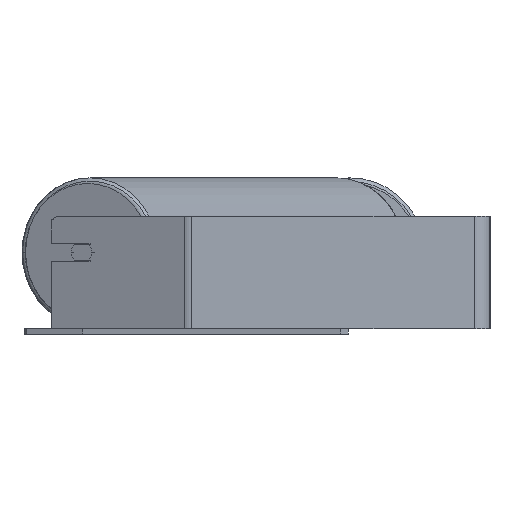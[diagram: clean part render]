
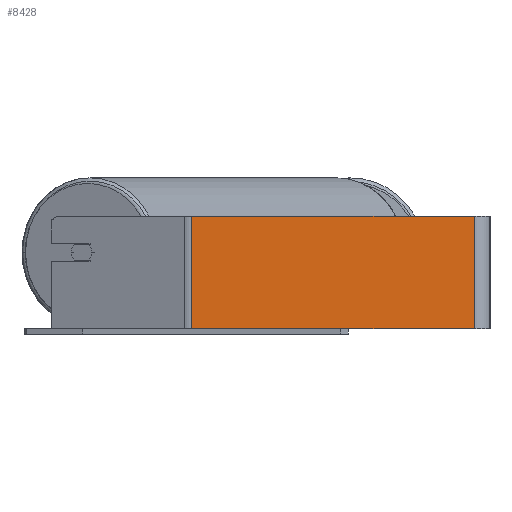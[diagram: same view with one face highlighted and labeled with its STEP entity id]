
A CAD part, left-side view. The second image highlights one B-rep face of the part: STEP entity #8428.
In plain terms, the highlighted planar face has unit normal (-1, 0, 0).
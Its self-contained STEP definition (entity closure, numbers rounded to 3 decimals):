
#62 = EDGE_CURVE ( 'NONE', #9116, #8163, #4628, .T. ) ;
#479 = ORIENTED_EDGE ( 'NONE', *, *, #2946, .F. ) ;
#915 = DIRECTION ( 'NONE',  ( 0., 0., -1. ) ) ;
#965 = LINE ( 'NONE', #4482, #3909 ) ;
#988 = CARTESIAN_POINT ( 'NONE',  ( -840., 269.438, -50. ) ) ;
#1034 = ORIENTED_EDGE ( 'NONE', *, *, #7027, .F. ) ;
#1110 = AXIS2_PLACEMENT_3D ( 'NONE', #5198, #2315, #6708 ) ;
#2163 = LINE ( 'NONE', #2829, #8656 ) ;
#2315 = DIRECTION ( 'NONE',  ( 1., 0., 0. ) ) ;
#2829 = CARTESIAN_POINT ( 'NONE',  ( -840., 14., 50. ) ) ;
#2946 = EDGE_CURVE ( 'NONE', #9116, #7544, #965, .T. ) ;
#3069 = PLANE ( 'NONE',  #1110 ) ;
#3641 = DIRECTION ( 'NONE',  ( 0., 0., -1. ) ) ;
#3753 = DIRECTION ( 'NONE',  ( 0., -1., 0. ) ) ;
#3909 = VECTOR ( 'NONE', #7466, 1000. ) ;
#4482 = CARTESIAN_POINT ( 'NONE',  ( -840., 269.438, 50. ) ) ;
#4603 = LINE ( 'NONE', #988, #8366 ) ;
#4628 = LINE ( 'NONE', #6695, #8312 ) ;
#5198 = CARTESIAN_POINT ( 'NONE',  ( -840., 269.438, 50. ) ) ;
#5502 = VERTEX_POINT ( 'NONE', #7851 ) ;
#5907 = EDGE_LOOP ( 'NONE', ( #6417, #1034, #479, #6217 ) ) ;
#6100 = CARTESIAN_POINT ( 'NONE',  ( -840., 266.334, -50. ) ) ;
#6217 = ORIENTED_EDGE ( 'NONE', *, *, #62, .T. ) ;
#6417 = ORIENTED_EDGE ( 'NONE', *, *, #8111, .T. ) ;
#6695 = CARTESIAN_POINT ( 'NONE',  ( -840., 266.334, 50. ) ) ;
#6708 = DIRECTION ( 'NONE',  ( 0., 0., -1. ) ) ;
#7027 = EDGE_CURVE ( 'NONE', #7544, #5502, #2163, .T. ) ;
#7466 = DIRECTION ( 'NONE',  ( 0., -1., 0. ) ) ;
#7544 = VERTEX_POINT ( 'NONE', #8565 ) ;
#7851 = CARTESIAN_POINT ( 'NONE',  ( -840., 14., -50. ) ) ;
#8111 = EDGE_CURVE ( 'NONE', #8163, #5502, #4603, .T. ) ;
#8139 = FACE_OUTER_BOUND ( 'NONE', #5907, .T. ) ;
#8163 = VERTEX_POINT ( 'NONE', #6100 ) ;
#8312 = VECTOR ( 'NONE', #915, 1000. ) ;
#8366 = VECTOR ( 'NONE', #3753, 1000. ) ;
#8428 = ADVANCED_FACE ( 'NONE', ( #8139 ), #3069, .F. ) ;
#8565 = CARTESIAN_POINT ( 'NONE',  ( -840., 14., 50. ) ) ;
#8621 = CARTESIAN_POINT ( 'NONE',  ( -840., 266.334, 50. ) ) ;
#8656 = VECTOR ( 'NONE', #3641, 1000. ) ;
#9116 = VERTEX_POINT ( 'NONE', #8621 ) ;
